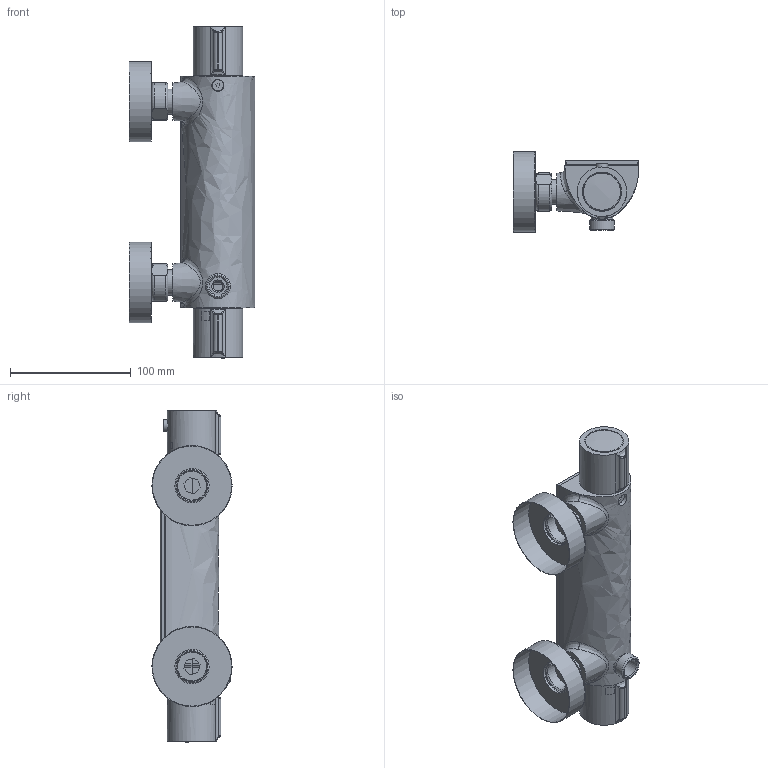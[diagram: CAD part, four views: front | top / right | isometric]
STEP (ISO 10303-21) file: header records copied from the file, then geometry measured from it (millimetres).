
FILE_DESCRIPTION (( 'STEP AP203' ), '1' );
FILE_NAME ('21DP03641.STEP', '2021-05-12T06:29:20', ( '' ), ( '' ), 'SwSTEP 2.0', 'SolidWorks 2021', '' );
FILE_SCHEMA (( 'CONFIG_CONTROL_DESIGN' ));
Length unit declared in the file: millimetre
Products named in the file (1): 21DP03641
Bounding box: 104.42 x 66.5 x 275.29 mm (x, y, z)
Volume: 254860.2 mm3; surface area: 188395.8 mm2
Topology: 16 solids, 16 shells, 853 faces, 2208 edges, 1426 vertices
Faces by surface type: plane 359, cylinder 310, bspline 101, cone 66, torus 13, sphere 4
Full cylindrical faces by diameter (mm): 3.1 x2, 3.3 x1, 4.15 x1, 4.65 x1, 5.8 x7, 6 x1, 8.2 x1, 9.8 x2, 10 x2, 10.1 x1, 12.6 x1, 13 x1, 14 x1, 15 x5, 16 x1, 16.2 x2, 18 x3, 18.2 x2, 18.5 x3, 19 x1, 20 x2, 20.5 x2, 20.6 x1, 20.8 x2, 21 x2, 21.5 x1, 24 x2, 24.4 x1, 24.5 x2, 25.6 x4
Entity records: 40208 total; most frequent: CARTESIAN_POINT 21321, ORIENTED_EDGE 3980, DIRECTION 3554, EDGE_CURVE 1990, VERTEX_POINT 1364, AXIS2_PLACEMENT_3D 1310, EDGE_LOOP 1058, LINE 934
